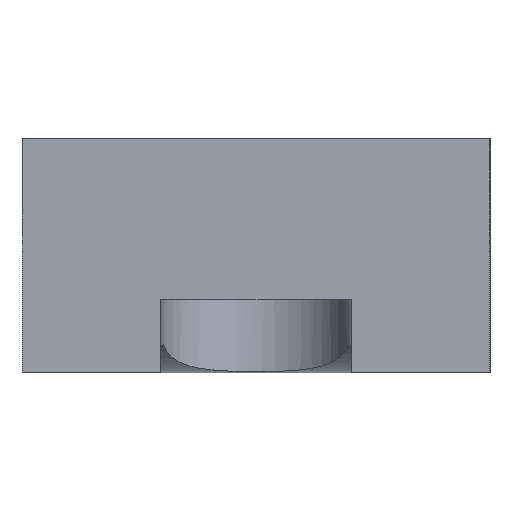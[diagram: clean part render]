
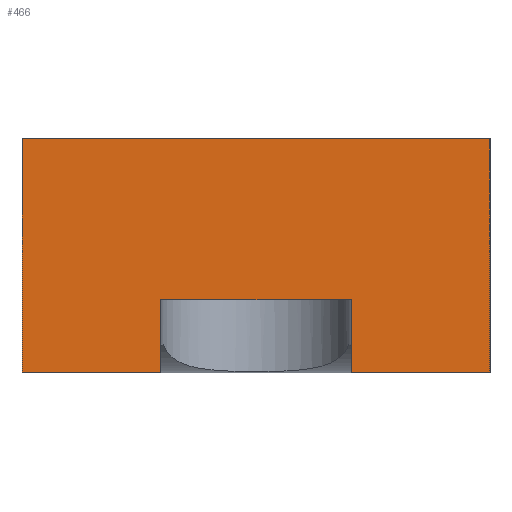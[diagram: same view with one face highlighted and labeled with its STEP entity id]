
A CAD part, left-side view. The second image highlights one B-rep face of the part: STEP entity #466.
In plain terms, the highlighted planar face has unit normal (-1, 0, 0).
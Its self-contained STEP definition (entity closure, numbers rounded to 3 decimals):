
#9 = AXIS2_PLACEMENT_3D ( 'NONE', #592, #76, #399 ) ;
#27 = LINE ( 'NONE', #146, #172 ) ;
#30 = DIRECTION ( 'NONE',  ( 0., -1., 0. ) ) ;
#32 = DIRECTION ( 'NONE',  ( 0., -1., 0. ) ) ;
#58 = VECTOR ( 'NONE', #641, 1000. ) ;
#67 = CARTESIAN_POINT ( 'NONE',  ( -49., -16., 16. ) ) ;
#76 = DIRECTION ( 'NONE',  ( -1., 0., 0. ) ) ;
#79 = CARTESIAN_POINT ( 'NONE',  ( -49., 16., 16. ) ) ;
#85 = DIRECTION ( 'NONE',  ( 0., 0., 1. ) ) ;
#92 = LINE ( 'NONE', #706, #265 ) ;
#102 = ORIENTED_EDGE ( 'NONE', *, *, #333, .T. ) ;
#107 = LINE ( 'NONE', #442, #395 ) ;
#113 = DIRECTION ( 'NONE',  ( 0., 0., -1. ) ) ;
#126 = VECTOR ( 'NONE', #30, 1000. ) ;
#133 = CARTESIAN_POINT ( 'NONE',  ( -49., 16., 16. ) ) ;
#141 = DIRECTION ( 'NONE',  ( 0., 0., 1. ) ) ;
#146 = CARTESIAN_POINT ( 'NONE',  ( -49., 6.5, 16. ) ) ;
#153 = ORIENTED_EDGE ( 'NONE', *, *, #569, .F. ) ;
#154 = VECTOR ( 'NONE', #397, 1000. ) ;
#158 = VERTEX_POINT ( 'NONE', #299 ) ;
#160 = CARTESIAN_POINT ( 'NONE',  ( -49., 16., 5. ) ) ;
#172 = VECTOR ( 'NONE', #85, 1000. ) ;
#194 = VERTEX_POINT ( 'NONE', #440 ) ;
#195 = EDGE_CURVE ( 'NONE', #651, #252, #529, .T. ) ;
#206 = EDGE_LOOP ( 'NONE', ( #377, #394, #102, #713, #508, #153, #678, #668 ) ) ;
#221 = CARTESIAN_POINT ( 'NONE',  ( -49., 16., 16. ) ) ;
#226 = VERTEX_POINT ( 'NONE', #67 ) ;
#232 = EDGE_CURVE ( 'NONE', #252, #267, #376, .T. ) ;
#240 = CARTESIAN_POINT ( 'NONE',  ( -49., -6.5, 0. ) ) ;
#250 = PLANE ( 'NONE',  #9 ) ;
#252 = VERTEX_POINT ( 'NONE', #547 ) ;
#265 = VECTOR ( 'NONE', #141, 1000. ) ;
#267 = VERTEX_POINT ( 'NONE', #416 ) ;
#299 = CARTESIAN_POINT ( 'NONE',  ( -49., -6.5, 5. ) ) ;
#315 = LINE ( 'NONE', #363, #531 ) ;
#333 = EDGE_CURVE ( 'NONE', #194, #158, #564, .T. ) ;
#342 = EDGE_CURVE ( 'NONE', #735, #372, #107, .T. ) ;
#363 = CARTESIAN_POINT ( 'NONE',  ( -49., -16., 16. ) ) ;
#368 = FACE_OUTER_BOUND ( 'NONE', #206, .T. ) ;
#372 = VERTEX_POINT ( 'NONE', #729 ) ;
#376 = LINE ( 'NONE', #475, #126 ) ;
#377 = ORIENTED_EDGE ( 'NONE', *, *, #232, .T. ) ;
#388 = EDGE_CURVE ( 'NONE', #651, #226, #613, .T. ) ;
#394 = ORIENTED_EDGE ( 'NONE', *, *, #680, .T. ) ;
#395 = VECTOR ( 'NONE', #448, 1000. ) ;
#397 = DIRECTION ( 'NONE',  ( 0., -1., 0. ) ) ;
#399 = DIRECTION ( 'NONE',  ( 0., 0., 1. ) ) ;
#416 = CARTESIAN_POINT ( 'NONE',  ( -49., 6.5, 0. ) ) ;
#440 = CARTESIAN_POINT ( 'NONE',  ( -49., 6.5, 5. ) ) ;
#442 = CARTESIAN_POINT ( 'NONE',  ( -49., 16., 0. ) ) ;
#448 = DIRECTION ( 'NONE',  ( 0., -1., 0. ) ) ;
#466 = ADVANCED_FACE ( 'NONE', ( #368 ), #250, .T. ) ;
#475 = CARTESIAN_POINT ( 'NONE',  ( -49., 16., 0. ) ) ;
#508 = ORIENTED_EDGE ( 'NONE', *, *, #342, .T. ) ;
#529 = LINE ( 'NONE', #133, #58 ) ;
#531 = VECTOR ( 'NONE', #113, 1000. ) ;
#547 = CARTESIAN_POINT ( 'NONE',  ( -49., 16., 0. ) ) ;
#564 = LINE ( 'NONE', #160, #626 ) ;
#569 = EDGE_CURVE ( 'NONE', #226, #372, #315, .T. ) ;
#592 = CARTESIAN_POINT ( 'NONE',  ( -49., 16., 16. ) ) ;
#613 = LINE ( 'NONE', #221, #154 ) ;
#626 = VECTOR ( 'NONE', #32, 1000. ) ;
#641 = DIRECTION ( 'NONE',  ( 0., 0., -1. ) ) ;
#651 = VERTEX_POINT ( 'NONE', #79 ) ;
#668 = ORIENTED_EDGE ( 'NONE', *, *, #195, .T. ) ;
#678 = ORIENTED_EDGE ( 'NONE', *, *, #388, .F. ) ;
#680 = EDGE_CURVE ( 'NONE', #267, #194, #27, .T. ) ;
#706 = CARTESIAN_POINT ( 'NONE',  ( -49., -6.5, 16. ) ) ;
#713 = ORIENTED_EDGE ( 'NONE', *, *, #722, .F. ) ;
#722 = EDGE_CURVE ( 'NONE', #735, #158, #92, .T. ) ;
#729 = CARTESIAN_POINT ( 'NONE',  ( -49., -16., 0. ) ) ;
#735 = VERTEX_POINT ( 'NONE', #240 ) ;
